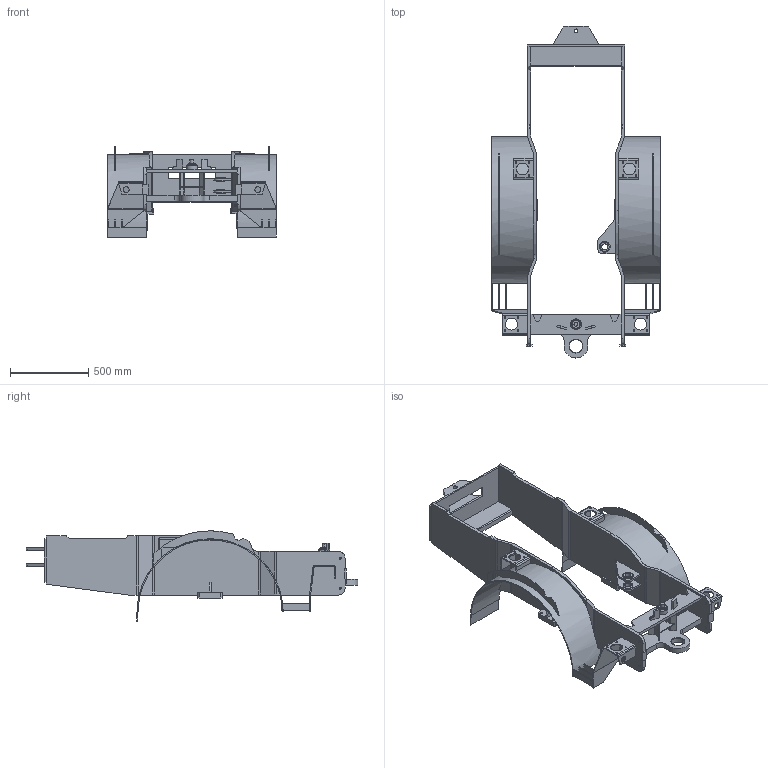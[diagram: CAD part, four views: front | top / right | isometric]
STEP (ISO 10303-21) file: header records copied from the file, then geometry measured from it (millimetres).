
FILE_DESCRIPTION (( 'STEP AP203' ), '1' );
FILE_NAME ('RearFrame_Primary.STEP', '2023-07-27T05:57:01', ( '' ), ( '' ), 'SwSTEP 2.0', 'SolidWorks 2021', '' );
FILE_SCHEMA (( 'CONFIG_CONTROL_DESIGN' ));
Length unit declared in the file: centimetre
Products named in the file (3): Rear Chassis _1_; RearFrame_Primary; Part 11-6
Assembly tree (2 placements, depth 3):
  RearFrame_Primary
    Rear Chassis _1_
      Part 11-6
Bounding box: 1081.15 x 2124.63 x 578.3 mm (x, y, z)
Volume: 41948594.4 mm3; surface area: 6247318.3 mm2
Topology: 1 solids, 1 shells, 574 faces, 1624 edges, 1066 vertices
Faces by surface type: plane 335, cylinder 221, cone 18
Entity records: 19177 total; most frequent: CARTESIAN_POINT 3462, ORIENTED_EDGE 3248, DIRECTION 3210, EDGE_CURVE 1624, VECTOR 1102, LINE 1102, VERTEX_POINT 1066, AXIS2_PLACEMENT_3D 1054
